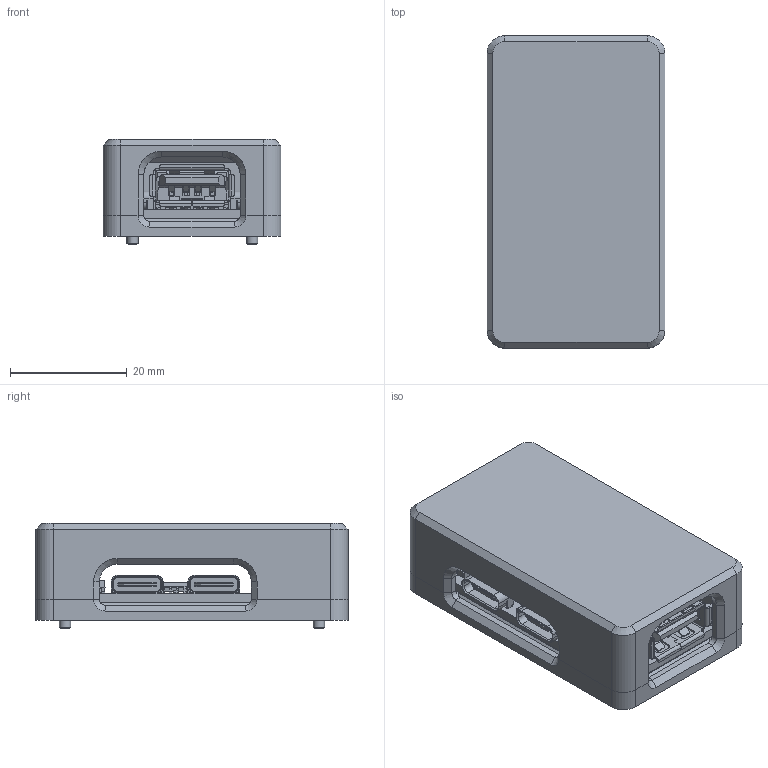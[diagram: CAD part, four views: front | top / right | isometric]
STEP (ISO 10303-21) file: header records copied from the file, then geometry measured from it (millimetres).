
FILE_DESCRIPTION(/* description */ (''),/* implementation_level */ '2;1');
FILE_NAME(/* name */ 'assembled.step',/* time_stamp */ '2025-06-27T17:51:52+05:30',/* author */ (''),/* organization */ (''),/* preprocessor_version */ 'ST-DEVELOPER v20.1',/* originating_system */ 'Autodesk Translation Framework v14.10.0.0',/* authorisation */ '');
FILE_SCHEMA (('AUTOMOTIVE_DESIGN { 1 0 10303 214 3 1 1 }'));
Length unit declared in the file: millimetre
Products named in the file (34): assembled; PCB 1; R_0603_1608Metric; USB Type C Port (SMD Type); C_0805_2012Metric; SL2.1A; SL2.1A_1; USB1046-GF-0190-L-B-B; USB1046-GF-0190-L-B-B_1; D_SMA; D_SMA_1; usbhub_PCB; R_0603_1608Metric_1; R_0603_1608Metric_2; C_0805_2012Metric_1; C_0805_2012Metric_2; R_0603_1608Metric_3; R_0603_1608Metric_4; C_0805_2012Metric_3; R_0603_1608Metric_5; USB Type C Port (SMD Type)_1; C_0805_2012Metric_4; USB Type C Port (SMD Type)_2; R_0603_1608Metric_6; C_0805_2012Metric_5; C_0805_2012Metric_6; R_0603_1608Metric_7; R_0603_1608Metric_8; USB Type C Port (SMD Type)_3; USB Type C Port (SMD Type)_4; bottom; top; BSHCS ANSI B18.3.1M - M2x0.4 x 6 Steel Grade 2 Plain; HN BS 4183 - M2 Steel 6 Plain
Assembly tree (54 placements, depth 4):
  assembled
    PCB 1
      R_0603_1608Metric
        R_0603_1608Metric_8
      USB Type C Port (SMD Type)
        USB Type C Port (SMD Type)_4
      C_0805_2012Metric
        C_0805_2012Metric_6
      SL2.1A
        SL2.1A_1
      USB1046-GF-0190-L-B-B
        USB1046-GF-0190-L-B-B_1
      D_SMA
        D_SMA_1
      usbhub_PCB
      R_0603_1608Metric_1
        R_0603_1608Metric_8
      R_0603_1608Metric_2
        R_0603_1608Metric_8
      C_0805_2012Metric_1
        C_0805_2012Metric_6
      C_0805_2012Metric_2
        C_0805_2012Metric_6
      R_0603_1608Metric_3
        R_0603_1608Metric_8
      R_0603_1608Metric_4
        R_0603_1608Metric_8
      C_0805_2012Metric_3
        C_0805_2012Metric_6
      R_0603_1608Metric_5
        R_0603_1608Metric_8
      USB Type C Port (SMD Type)_1
        USB Type C Port (SMD Type)_4
      C_0805_2012Metric_4
        C_0805_2012Metric_6
      USB Type C Port (SMD Type)_2
        USB Type C Port (SMD Type)_4
      R_0603_1608Metric_6
        R_0603_1608Metric_8
      C_0805_2012Metric_5
        C_0805_2012Metric_6
      R_0603_1608Metric_7
        R_0603_1608Metric_8
      USB Type C Port (SMD Type)_3
        USB Type C Port (SMD Type)_4
    bottom
    top
    BSHCS ANSI B18.3.1M - M2x0.4 x 6 Steel Grade 2 Plain  x4
    HN BS 4183 - M2 Steel 6 Plain  x4
Bounding box: 30.5 x 53.5 x 18 mm (x, y, z)
Volume: 16199.9 mm3; surface area: 17531.2 mm2
Topology: 146 solids, 146 shells, 3411 faces, 8817 edges, 5662 vertices
Faces by surface type: plane 2297, cylinder 936, cone 54, torus 52, bspline 40, sphere 32
Full cylindrical faces by diameter (mm): 0.5 x8, 0.65 x8, 1 x2, 1.623 x4, 1.933 x4, 2.2 x8, 3.8 x4, 5 x4
Entity records: 59772 total; most frequent: CARTESIAN_POINT 11567, ORIENTED_EDGE 9846, DIRECTION 9810, EDGE_CURVE 4923, LINE 3714, VECTOR 3714, VERTEX_POINT 3185, AXIS2_PLACEMENT_3D 3048
